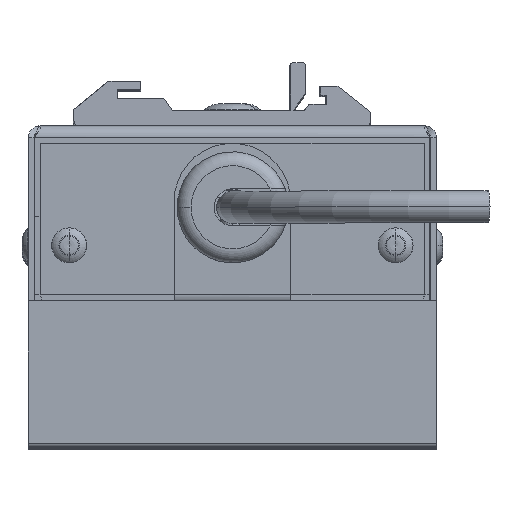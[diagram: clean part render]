
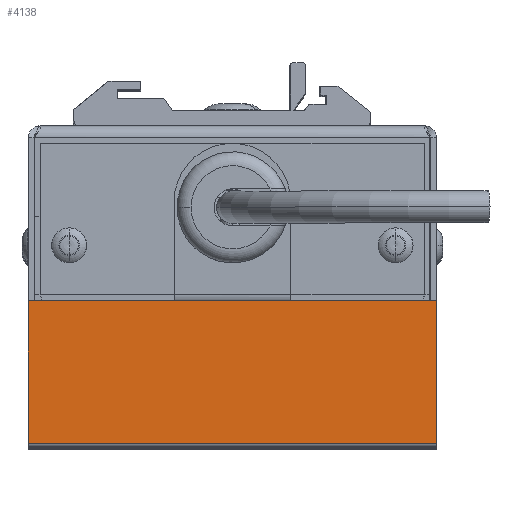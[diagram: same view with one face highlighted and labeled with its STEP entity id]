
A CAD part, top view. The second image highlights one B-rep face of the part: STEP entity #4138.
In plain terms, the highlighted planar face has unit normal (0, 0, 1).
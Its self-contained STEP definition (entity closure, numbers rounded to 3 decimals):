
#549 = CARTESIAN_POINT ( 'NONE',  ( -70., 0., 0. ) ) ;
#688 = ORIENTED_EDGE ( 'NONE', *, *, #12581, .F. ) ;
#1024 = AXIS2_PLACEMENT_3D ( 'NONE', #1026, #5866, #14281 ) ;
#1026 = CARTESIAN_POINT ( 'NONE',  ( -70., 0., 0. ) ) ;
#1326 = VECTOR ( 'NONE', #3984, 1000. ) ;
#1715 = LINE ( 'NONE', #549, #4881 ) ;
#2069 = LINE ( 'NONE', #5660, #10896 ) ;
#2203 = CARTESIAN_POINT ( 'NONE',  ( 0., -24.5, 0. ) ) ;
#2534 = FACE_OUTER_BOUND ( 'NONE', #14751, .T. ) ;
#2573 = LINE ( 'NONE', #4698, #8615 ) ;
#3109 = CARTESIAN_POINT ( 'NONE',  ( -70., -24.5, 0. ) ) ;
#3984 = DIRECTION ( 'NONE',  ( 0., -1., 0. ) ) ;
#3995 = ORIENTED_EDGE ( 'NONE', *, *, #6105, .T. ) ;
#4138 = ADVANCED_FACE ( 'NONE', ( #2534 ), #13056, .T. ) ;
#4698 = CARTESIAN_POINT ( 'NONE',  ( -70., -24.5, 0. ) ) ;
#4881 = VECTOR ( 'NONE', #8938, 1000. ) ;
#5457 = VERTEX_POINT ( 'NONE', #3109 ) ;
#5660 = CARTESIAN_POINT ( 'NONE',  ( -70., 0., 0. ) ) ;
#5866 = DIRECTION ( 'NONE',  ( 0., 0., 1. ) ) ;
#6105 = EDGE_CURVE ( 'NONE', #6139, #5457, #1715, .T. ) ;
#6139 = VERTEX_POINT ( 'NONE', #6929 ) ;
#6862 = DIRECTION ( 'NONE',  ( 1., 0., 0. ) ) ;
#6929 = CARTESIAN_POINT ( 'NONE',  ( -70., 0., 0. ) ) ;
#6998 = EDGE_CURVE ( 'NONE', #12481, #11964, #14096, .T. ) ;
#7166 = EDGE_CURVE ( 'NONE', #5457, #11964, #2573, .T. ) ;
#8615 = VECTOR ( 'NONE', #14337, 1000. ) ;
#8938 = DIRECTION ( 'NONE',  ( 0., -1., 0. ) ) ;
#10472 = ORIENTED_EDGE ( 'NONE', *, *, #6998, .F. ) ;
#10896 = VECTOR ( 'NONE', #6862, 1000. ) ;
#11429 = ORIENTED_EDGE ( 'NONE', *, *, #7166, .T. ) ;
#11964 = VERTEX_POINT ( 'NONE', #2203 ) ;
#12398 = CARTESIAN_POINT ( 'NONE',  ( 0., 0., 0. ) ) ;
#12481 = VERTEX_POINT ( 'NONE', #12714 ) ;
#12581 = EDGE_CURVE ( 'NONE', #6139, #12481, #2069, .T. ) ;
#12714 = CARTESIAN_POINT ( 'NONE',  ( 0., 0., 0. ) ) ;
#13056 = PLANE ( 'NONE',  #1024 ) ;
#14096 = LINE ( 'NONE', #12398, #1326 ) ;
#14281 = DIRECTION ( 'NONE',  ( 0., -1., 0. ) ) ;
#14337 = DIRECTION ( 'NONE',  ( 1., 0., 0. ) ) ;
#14751 = EDGE_LOOP ( 'NONE', ( #10472, #688, #3995, #11429 ) ) ;
